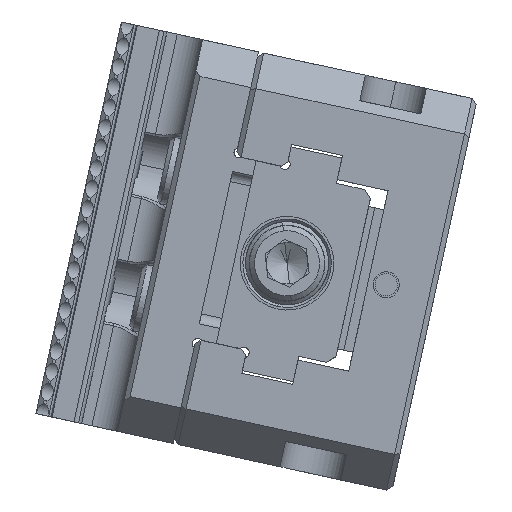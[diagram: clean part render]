
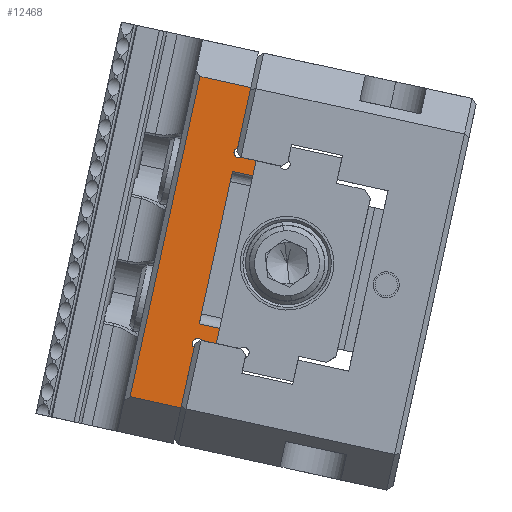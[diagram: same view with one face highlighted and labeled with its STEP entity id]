
A CAD part, left-side view. The second image highlights one B-rep face of the part: STEP entity #12468.
In plain terms, the highlighted face is planar.
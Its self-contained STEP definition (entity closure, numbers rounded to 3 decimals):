
#7 = CARTESIAN_POINT ( 'NONE',  ( 18., -4., 37. ) ) ;
#317 = EDGE_LOOP ( 'NONE', ( #32270, #11813, #26391, #18795, #28099, #4716, #14580, #963, #2377, #11473, #10901, #27994, #27451, #9104, #2030 ) ) ;
#493 = CARTESIAN_POINT ( 'NONE',  ( 38.5, 10., 37. ) ) ;
#963 = ORIENTED_EDGE ( 'NONE', *, *, #33047, .T. ) ;
#1111 = CARTESIAN_POINT ( 'NONE',  ( -18., -4., 37. ) ) ;
#1327 = CARTESIAN_POINT ( 'NONE',  ( 38.5, 0., 37. ) ) ;
#1704 = EDGE_CURVE ( 'NONE', #32356, #27638, #15502, .T. ) ;
#2030 = ORIENTED_EDGE ( 'NONE', *, *, #29903, .F. ) ;
#2183 = AXIS2_PLACEMENT_3D ( 'NONE', #32340, #14558, #14670 ) ;
#2191 = LINE ( 'NONE', #1327, #18677 ) ;
#2377 = ORIENTED_EDGE ( 'NONE', *, *, #30120, .T. ) ;
#2425 = EDGE_CURVE ( 'NONE', #26196, #30304, #28309, .T. ) ;
#2560 = LINE ( 'NONE', #14225, #21898 ) ;
#2599 = EDGE_CURVE ( 'NONE', #29030, #27629, #10927, .T. ) ;
#3029 = EDGE_CURVE ( 'NONE', #29030, #27638, #22995, .T. ) ;
#3425 = CARTESIAN_POINT ( 'NONE',  ( -15., -4., 37. ) ) ;
#3858 = PLANE ( 'NONE',  #2183 ) ;
#3924 = VERTEX_POINT ( 'NONE', #25039 ) ;
#4061 = VERTEX_POINT ( 'NONE', #30980 ) ;
#4169 = VECTOR ( 'NONE', #21413, 1000. ) ;
#4236 = CARTESIAN_POINT ( 'NONE',  ( -18., -4., 37. ) ) ;
#4238 = CARTESIAN_POINT ( 'NONE',  ( -31.5, 11., 37. ) ) ;
#4496 = LINE ( 'NONE', #21623, #10100 ) ;
#4628 = CARTESIAN_POINT ( 'NONE',  ( 31.5, 0., 37. ) ) ;
#4716 = ORIENTED_EDGE ( 'NONE', *, *, #2425, .T. ) ;
#5264 = CARTESIAN_POINT ( 'NONE',  ( 19.647, 0., 37. ) ) ;
#5283 = CARTESIAN_POINT ( 'NONE',  ( 38.5, 0., 37. ) ) ;
#5372 = LINE ( 'NONE', #5283, #6161 ) ;
#5655 = VECTOR ( 'NONE', #17627, 1000. ) ;
#6161 = VECTOR ( 'NONE', #26116, 1000. ) ;
#6333 = CARTESIAN_POINT ( 'NONE',  ( 15., 0., 37. ) ) ;
#6414 = VERTEX_POINT ( 'NONE', #6333 ) ;
#6881 = VECTOR ( 'NONE', #22239, 1000. ) ;
#7335 = DIRECTION ( 'NONE',  ( 0., -1., 0. ) ) ;
#7388 = EDGE_CURVE ( 'NONE', #6414, #20221, #5372, .T. ) ;
#7524 = CARTESIAN_POINT ( 'NONE',  ( 38.5, 0., 37. ) ) ;
#7899 = DIRECTION ( 'NONE',  ( -1., 0., 0. ) ) ;
#8850 = EDGE_CURVE ( 'NONE', #3924, #13238, #26526, .T. ) ;
#9043 = DIRECTION ( 'NONE',  ( 0., 1., 0. ) ) ;
#9104 = ORIENTED_EDGE ( 'NONE', *, *, #8850, .T. ) ;
#9462 = CARTESIAN_POINT ( 'NONE',  ( 17.776, -0.492, 37. ) ) ;
#9553 = CARTESIAN_POINT ( 'NONE',  ( 18.776, -0.492, 37. ) ) ;
#9561 = VECTOR ( 'NONE', #30297, 1000. ) ;
#10100 = VECTOR ( 'NONE', #21299, 1000. ) ;
#10209 = EDGE_CURVE ( 'NONE', #23931, #4061, #12034, .T. ) ;
#10215 = LINE ( 'NONE', #18517, #4169 ) ;
#10901 = ORIENTED_EDGE ( 'NONE', *, *, #3029, .F. ) ;
#10927 = LINE ( 'NONE', #7524, #15356 ) ;
#10990 = DIRECTION ( 'NONE',  ( -1., 0., 0. ) ) ;
#11218 = CARTESIAN_POINT ( 'NONE',  ( 18.776, -0.492, 37. ) ) ;
#11434 = DIRECTION ( 'NONE',  ( 0., 0., -1. ) ) ;
#11473 = ORIENTED_EDGE ( 'NONE', *, *, #1704, .T. ) ;
#11813 = ORIENTED_EDGE ( 'NONE', *, *, #7388, .F. ) ;
#12034 = LINE ( 'NONE', #23117, #19323 ) ;
#12468 = ADVANCED_FACE ( 'NONE', ( #13076 ), #3858, .F. ) ;
#12590 = AXIS2_PLACEMENT_3D ( 'NONE', #9553, #27619, #30176 ) ;
#12784 = CARTESIAN_POINT ( 'NONE',  ( -15., 0., 37. ) ) ;
#13076 = FACE_OUTER_BOUND ( 'NONE', #317, .T. ) ;
#13238 = VERTEX_POINT ( 'NONE', #1111 ) ;
#14225 = CARTESIAN_POINT ( 'NONE',  ( 18., -4., 37. ) ) ;
#14266 = VECTOR ( 'NONE', #7899, 1000. ) ;
#14558 = DIRECTION ( 'NONE',  ( 0., 0., -1. ) ) ;
#14580 = ORIENTED_EDGE ( 'NONE', *, *, #20383, .T. ) ;
#14670 = DIRECTION ( 'NONE',  ( 0., 1., 0. ) ) ;
#14824 = VECTOR ( 'NONE', #7335, 1000. ) ;
#14932 = AXIS2_PLACEMENT_3D ( 'NONE', #27957, #15106, #28180 ) ;
#15106 = DIRECTION ( 'NONE',  ( 0., 0., -1. ) ) ;
#15356 = VECTOR ( 'NONE', #25550, 1000. ) ;
#15502 = LINE ( 'NONE', #493, #14266 ) ;
#16074 = VERTEX_POINT ( 'NONE', #5264 ) ;
#17059 = DIRECTION ( 'NONE',  ( 1., 0., 0. ) ) ;
#17268 = EDGE_CURVE ( 'NONE', #27629, #3924, #27237, .T. ) ;
#17354 = CARTESIAN_POINT ( 'NONE',  ( -15., 11., 37. ) ) ;
#17367 = LINE ( 'NONE', #4236, #5655 ) ;
#17627 = DIRECTION ( 'NONE',  ( -1., 0., 0. ) ) ;
#18517 = CARTESIAN_POINT ( 'NONE',  ( 15., 11., 37. ) ) ;
#18677 = VECTOR ( 'NONE', #17059, 1000. ) ;
#18795 = ORIENTED_EDGE ( 'NONE', *, *, #10209, .F. ) ;
#19323 = VECTOR ( 'NONE', #31109, 1000. ) ;
#19414 = CIRCLE ( 'NONE', #29260, 1. ) ;
#19677 = CARTESIAN_POINT ( 'NONE',  ( 18., -1.123, 37. ) ) ;
#20221 = VERTEX_POINT ( 'NONE', #12784 ) ;
#20383 = EDGE_CURVE ( 'NONE', #30304, #16074, #19414, .T. ) ;
#21299 = DIRECTION ( 'NONE',  ( 0., 1., 0. ) ) ;
#21307 = VERTEX_POINT ( 'NONE', #3425 ) ;
#21413 = DIRECTION ( 'NONE',  ( 0., 1., 0. ) ) ;
#21623 = CARTESIAN_POINT ( 'NONE',  ( 31.5, 24.3, 37. ) ) ;
#21898 = VECTOR ( 'NONE', #9043, 1000. ) ;
#22239 = DIRECTION ( 'NONE',  ( 0., 1., 0. ) ) ;
#22995 = LINE ( 'NONE', #4238, #6881 ) ;
#23117 = CARTESIAN_POINT ( 'NONE',  ( -18., -4., 37. ) ) ;
#23307 = CARTESIAN_POINT ( 'NONE',  ( -19.647, 0., 37. ) ) ;
#23931 = VERTEX_POINT ( 'NONE', #7 ) ;
#24059 = CARTESIAN_POINT ( 'NONE',  ( 31.5, 10., 37. ) ) ;
#25039 = CARTESIAN_POINT ( 'NONE',  ( -18., -1.123, 37. ) ) ;
#25550 = DIRECTION ( 'NONE',  ( 1., 0., 0. ) ) ;
#25694 = LINE ( 'NONE', #17354, #9561 ) ;
#26116 = DIRECTION ( 'NONE',  ( -1., 0., 0. ) ) ;
#26196 = VERTEX_POINT ( 'NONE', #19677 ) ;
#26391 = ORIENTED_EDGE ( 'NONE', *, *, #27161, .F. ) ;
#26526 = LINE ( 'NONE', #29988, #14824 ) ;
#26978 = CARTESIAN_POINT ( 'NONE',  ( -31.5, 0., 37. ) ) ;
#27161 = EDGE_CURVE ( 'NONE', #4061, #6414, #10215, .T. ) ;
#27237 = CIRCLE ( 'NONE', #14932, 1. ) ;
#27451 = ORIENTED_EDGE ( 'NONE', *, *, #17268, .T. ) ;
#27619 = DIRECTION ( 'NONE',  ( 0., 0., -1. ) ) ;
#27629 = VERTEX_POINT ( 'NONE', #23307 ) ;
#27638 = VERTEX_POINT ( 'NONE', #30965 ) ;
#27957 = CARTESIAN_POINT ( 'NONE',  ( -18.776, -0.492, 37. ) ) ;
#27994 = ORIENTED_EDGE ( 'NONE', *, *, #2599, .T. ) ;
#28099 = ORIENTED_EDGE ( 'NONE', *, *, #32995, .T. ) ;
#28180 = DIRECTION ( 'NONE',  ( -1., 0., 0. ) ) ;
#28309 = CIRCLE ( 'NONE', #12590, 1. ) ;
#29030 = VERTEX_POINT ( 'NONE', #26978 ) ;
#29260 = AXIS2_PLACEMENT_3D ( 'NONE', #11218, #11434, #10990 ) ;
#29903 = EDGE_CURVE ( 'NONE', #21307, #13238, #17367, .T. ) ;
#29988 = CARTESIAN_POINT ( 'NONE',  ( -18., -4., 37. ) ) ;
#30120 = EDGE_CURVE ( 'NONE', #32090, #32356, #4496, .T. ) ;
#30176 = DIRECTION ( 'NONE',  ( -1., 0., 0. ) ) ;
#30297 = DIRECTION ( 'NONE',  ( 0., -1., 0. ) ) ;
#30304 = VERTEX_POINT ( 'NONE', #9462 ) ;
#30965 = CARTESIAN_POINT ( 'NONE',  ( -31.5, 10., 37. ) ) ;
#30980 = CARTESIAN_POINT ( 'NONE',  ( 15., -4., 37. ) ) ;
#31109 = DIRECTION ( 'NONE',  ( -1., 0., 0. ) ) ;
#32049 = EDGE_CURVE ( 'NONE', #20221, #21307, #25694, .T. ) ;
#32090 = VERTEX_POINT ( 'NONE', #4628 ) ;
#32270 = ORIENTED_EDGE ( 'NONE', *, *, #32049, .F. ) ;
#32340 = CARTESIAN_POINT ( 'NONE',  ( 38.5, 11., 37. ) ) ;
#32356 = VERTEX_POINT ( 'NONE', #24059 ) ;
#32995 = EDGE_CURVE ( 'NONE', #23931, #26196, #2560, .T. ) ;
#33047 = EDGE_CURVE ( 'NONE', #16074, #32090, #2191, .T. ) ;
